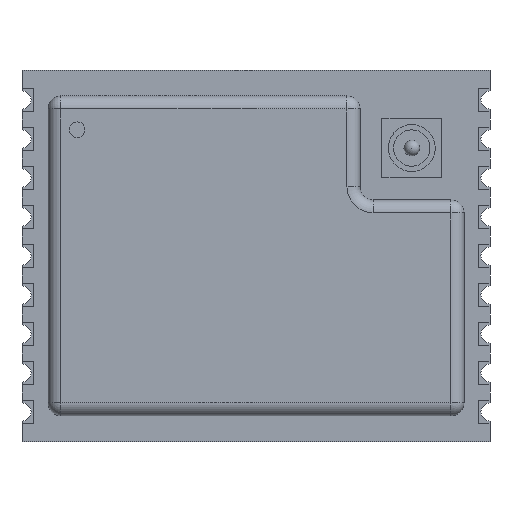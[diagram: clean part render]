
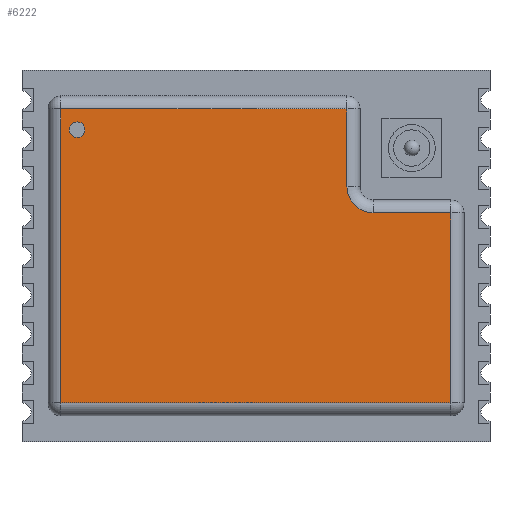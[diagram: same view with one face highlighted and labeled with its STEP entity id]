
A CAD part, top view. The second image highlights one B-rep face of the part: STEP entity #6222.
In plain terms, the highlighted planar face has unit normal (0, 0, 1).
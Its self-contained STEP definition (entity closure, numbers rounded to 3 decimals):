
#85=FACE_BOUND('',#2407,.T.);
#146=PLANE('',#6593);
#840=LINE('',#9635,#1641);
#841=LINE('',#9637,#1642);
#842=LINE('',#9639,#1643);
#843=LINE('',#9643,#1644);
#844=LINE('',#9645,#1645);
#845=LINE('',#9646,#1646);
#1641=VECTOR('',#7552,1.);
#1642=VECTOR('',#7553,1.);
#1643=VECTOR('',#7554,1.);
#1644=VECTOR('',#7557,1.);
#1645=VECTOR('',#7558,1.);
#1646=VECTOR('',#7559,1.);
#2061=FACE_OUTER_BOUND('',#2406,.T.);
#2406=EDGE_LOOP('',(#4888,#4889,#4890,#4891,#4892,#4893,#4894));
#2407=EDGE_LOOP('',(#4895));
#2690=CIRCLE('',#6522,0.3);
#2706=CIRCLE('',#6594,1.);
#2761=VERTEX_POINT('',#8514);
#3178=VERTEX_POINT('',#9633);
#3179=VERTEX_POINT('',#9634);
#3180=VERTEX_POINT('',#9636);
#3181=VERTEX_POINT('',#9638);
#3182=VERTEX_POINT('',#9640);
#3183=VERTEX_POINT('',#9642);
#3184=VERTEX_POINT('',#9644);
#3360=EDGE_CURVE('',#2761,#2761,#2690,.T.);
#3857=EDGE_CURVE('',#3178,#3179,#840,.T.);
#3858=EDGE_CURVE('',#3179,#3180,#841,.T.);
#3859=EDGE_CURVE('',#3180,#3181,#842,.T.);
#3860=EDGE_CURVE('',#3182,#3181,#2706,.T.);
#3861=EDGE_CURVE('',#3182,#3183,#843,.T.);
#3862=EDGE_CURVE('',#3183,#3184,#844,.T.);
#3863=EDGE_CURVE('',#3184,#3178,#845,.T.);
#4888=ORIENTED_EDGE('',*,*,#3857,.T.);
#4889=ORIENTED_EDGE('',*,*,#3858,.T.);
#4890=ORIENTED_EDGE('',*,*,#3859,.T.);
#4891=ORIENTED_EDGE('',*,*,#3860,.F.);
#4892=ORIENTED_EDGE('',*,*,#3861,.T.);
#4893=ORIENTED_EDGE('',*,*,#3862,.T.);
#4894=ORIENTED_EDGE('',*,*,#3863,.T.);
#4895=ORIENTED_EDGE('',*,*,#3360,.F.);
#6222=ADVANCED_FACE('',(#2061,#85),#146,.T.);
#6522=AXIS2_PLACEMENT_3D('',#8516,#6937,#6938);
#6593=AXIS2_PLACEMENT_3D('',#9632,#7550,#7551);
#6594=AXIS2_PLACEMENT_3D('',#9641,#7555,#7556);
#6937=DIRECTION('center_axis',(0.,0.,1.));
#6938=DIRECTION('ref_axis',(1.,0.,0.));
#7550=DIRECTION('center_axis',(0.,0.,1.));
#7551=DIRECTION('ref_axis',(1.,0.,0.));
#7552=DIRECTION('',(0.,-1.,0.));
#7553=DIRECTION('',(1.,0.,0.));
#7554=DIRECTION('',(0.,1.,0.));
#7555=DIRECTION('center_axis',(0.,0.,1.));
#7556=DIRECTION('ref_axis',(1.,0.,0.));
#7557=DIRECTION('',(1.,0.,0.));
#7558=DIRECTION('',(0.,1.,0.));
#7559=DIRECTION('',(-1.,0.,0.));
#8514=CARTESIAN_POINT('',(4.551,6.878,1.7));
#8516=CARTESIAN_POINT('Origin',(4.851,6.878,1.7));
#9632=CARTESIAN_POINT('Origin',(0.,0.,1.7));
#9633=CARTESIAN_POINT('',(-5.65,7.5,1.7));
#9634=CARTESIAN_POINT('',(-5.65,-7.5,1.7));
#9635=CARTESIAN_POINT('',(-5.65,-8.,1.7));
#9636=CARTESIAN_POINT('',(1.65,-7.5,1.7));
#9637=CARTESIAN_POINT('',(2.15,-7.5,1.7));
#9638=CARTESIAN_POINT('',(1.65,-4.5,1.7));
#9639=CARTESIAN_POINT('',(1.65,-4.,1.7));
#9640=CARTESIAN_POINT('',(2.65,-3.5,1.7));
#9641=CARTESIAN_POINT('Origin',(2.65,-4.5,1.7));
#9642=CARTESIAN_POINT('',(5.65,-3.5,1.7));
#9643=CARTESIAN_POINT('',(6.15,-3.5,1.7));
#9644=CARTESIAN_POINT('',(5.65,7.5,1.7));
#9645=CARTESIAN_POINT('',(5.65,8.,1.7));
#9646=CARTESIAN_POINT('',(-6.15,7.5,1.7));
